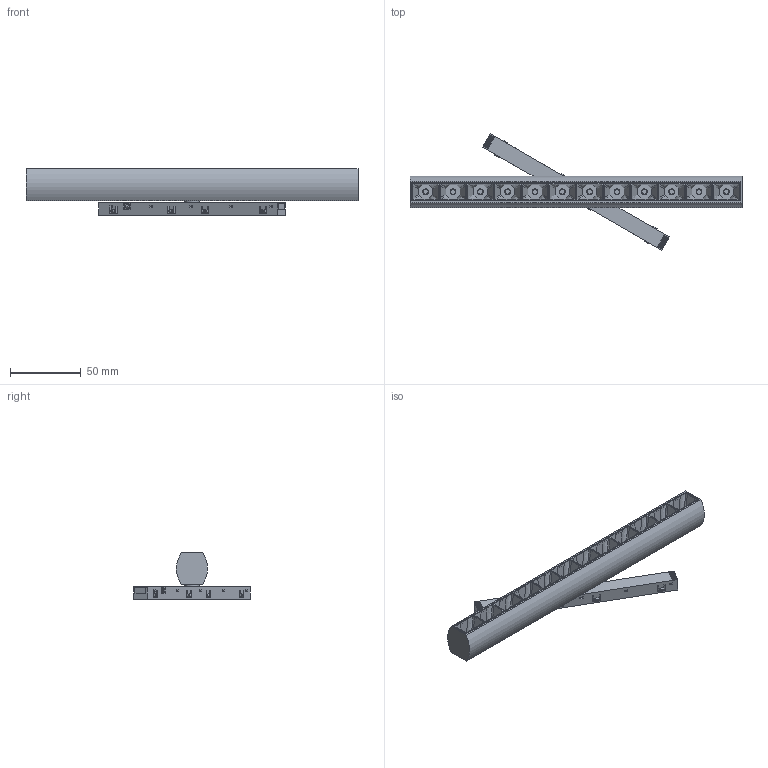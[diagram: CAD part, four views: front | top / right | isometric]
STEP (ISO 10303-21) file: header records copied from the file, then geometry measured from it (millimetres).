
FILE_DESCRIPTION(/* description */ ('','CAx-IF Rec.Pracs.---Representation and Presentation of Product Manufacturing Information (PMI)---4.0---2014-10-13'),/* implementation_level */ '2;1');
FILE_NAME(/* name */ 'N0003 v1.step',/* time_stamp */ '2025-01-02T12:22:56+01:00',/* author */ (''),/* organization */ (''),/* preprocessor_version */ 'ST-DEVELOPER v20',/* originating_system */ 'Autodesk Translation Framework v13.20.0.188',/* authorisation */ '');
FILE_SCHEMA (('AP242_MANAGED_MODEL_BASED_3D_ENGINEERING_MIM_LF { 1 0 10303 442 1 1 4 }'));
Length unit declared in the file: millimetre
Products named in the file (4): N0003; Adaptor; Zaczep 1; Zaczep 2
Assembly tree (3 placements, depth 3):
  N0003
    Adaptor
      Zaczep 1
      Zaczep 2
Bounding box: 234 x 82.09 x 33 mm (x, y, z)
Volume: 64527 mm3; surface area: 69418.6 mm2
Topology: 6 solids, 6 shells, 908 faces, 2395 edges, 1580 vertices
Faces by surface type: plane 643, bspline 148, cylinder 117
Full cylindrical faces by diameter (mm): 3.5 x12, 3.9 x2, 4.1 x12, 5 x2, 10 x1
Entity records: 29748 total; most frequent: CARTESIAN_POINT 7446, ORIENTED_EDGE 4790, DIRECTION 4097, EDGE_CURVE 2395, LINE 2095, VECTOR 2095, VERTEX_POINT 1580, EDGE_LOOP 1017
